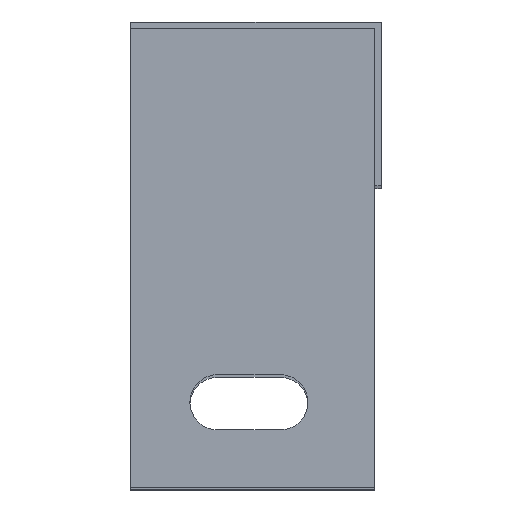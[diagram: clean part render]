
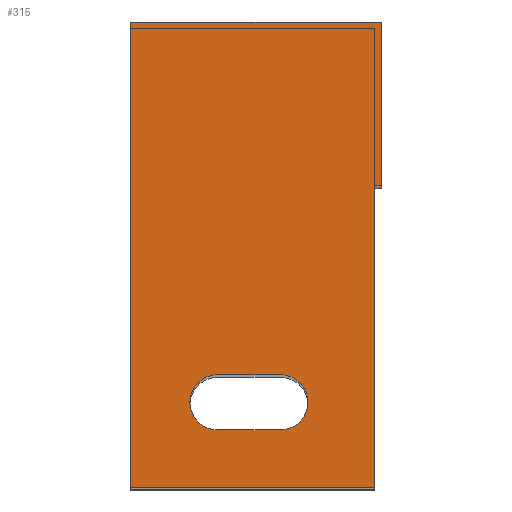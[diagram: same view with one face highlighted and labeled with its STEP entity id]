
A CAD part, top view. The second image highlights one B-rep face of the part: STEP entity #315.
In plain terms, the highlighted planar face has unit normal (0, 0, 1).
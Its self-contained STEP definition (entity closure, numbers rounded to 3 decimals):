
#3 = EDGE_CURVE ( 'NONE', #399, #653, #682, .T. ) ;
#20 = DIRECTION ( 'NONE',  ( 0., 0., 1. ) ) ;
#45 = EDGE_CURVE ( 'NONE', #740, #399, #201, .T. ) ;
#80 = DIRECTION ( 'NONE',  ( -1., 0., 0. ) ) ;
#85 = CIRCLE ( 'NONE', #714, 3.5 ) ;
#87 = ORIENTED_EDGE ( 'NONE', *, *, #103, .F. ) ;
#89 = ORIENTED_EDGE ( 'NONE', *, *, #226, .T. ) ;
#93 = DIRECTION ( 'NONE',  ( 0., 0., 1. ) ) ;
#103 = EDGE_CURVE ( 'NONE', #195, #223, #619, .T. ) ;
#118 = CARTESIAN_POINT ( 'NONE',  ( 1462.5, -1., 199.8 ) ) ;
#131 = EDGE_CURVE ( 'NONE', #223, #560, #300, .T. ) ;
#133 = ORIENTED_EDGE ( 'NONE', *, *, #631, .F. ) ;
#137 = FACE_BOUND ( 'NONE', #637, .T. ) ;
#140 = ORIENTED_EDGE ( 'NONE', *, *, #585, .F. ) ;
#142 = ORIENTED_EDGE ( 'NONE', *, *, #45, .F. ) ;
#155 = CARTESIAN_POINT ( 'NONE',  ( 1494.3, 0.8, 199.8 ) ) ;
#162 = LINE ( 'NONE', #561, #511 ) ;
#177 = VECTOR ( 'NONE', #239, 1000. ) ;
#195 = VERTEX_POINT ( 'NONE', #155 ) ;
#201 = LINE ( 'NONE', #543, #565 ) ;
#215 = ORIENTED_EDGE ( 'NONE', *, *, #724, .F. ) ;
#223 = VERTEX_POINT ( 'NONE', #224 ) ;
#224 = CARTESIAN_POINT ( 'NONE',  ( 1494.3, -20., 199.8 ) ) ;
#226 = EDGE_CURVE ( 'NONE', #740, #560, #162, .T. ) ;
#238 = VERTEX_POINT ( 'NONE', #339 ) ;
#239 = DIRECTION ( 'NONE',  ( 0., -1., 0. ) ) ;
#253 = AXIS2_PLACEMENT_3D ( 'NONE', #373, #20, #428 ) ;
#257 = VECTOR ( 'NONE', #80, 1000. ) ;
#283 = EDGE_LOOP ( 'NONE', ( #759, #142, #89, #717, #87, #686 ) ) ;
#285 = DIRECTION ( 'NONE',  ( 0., 1., 0. ) ) ;
#290 = CARTESIAN_POINT ( 'NONE',  ( 1462.5, -58.3, 199.8 ) ) ;
#292 = VECTOR ( 'NONE', #741, 1000. ) ;
#300 = LINE ( 'NONE', #591, #583 ) ;
#301 = DIRECTION ( 'NONE',  ( 0., 0., 1. ) ) ;
#304 = VERTEX_POINT ( 'NONE', #683 ) ;
#315 = ADVANCED_FACE ( 'NONE', ( #137, #634 ), #552, .T. ) ;
#316 = CARTESIAN_POINT ( 'NONE',  ( 1473.5, -44., 199.8 ) ) ;
#317 = ORIENTED_EDGE ( 'NONE', *, *, #709, .F. ) ;
#321 = DIRECTION ( 'NONE',  ( -1., 0., 0. ) ) ;
#333 = CARTESIAN_POINT ( 'NONE',  ( 1492.5, -1., 199.8 ) ) ;
#334 = EDGE_CURVE ( 'NONE', #195, #653, #452, .T. ) ;
#339 = CARTESIAN_POINT ( 'NONE',  ( 1473.5, -51., 199.8 ) ) ;
#352 = AXIS2_PLACEMENT_3D ( 'NONE', #333, #93, #492 ) ;
#373 = CARTESIAN_POINT ( 'NONE',  ( 1481.5, -47.5, 199.8 ) ) ;
#399 = VERTEX_POINT ( 'NONE', #290 ) ;
#411 = DIRECTION ( 'NONE',  ( 1., 0., 0. ) ) ;
#416 = CARTESIAN_POINT ( 'NONE',  ( 1481.5, -51., 199.8 ) ) ;
#418 = CIRCLE ( 'NONE', #253, 3.5 ) ;
#423 = CARTESIAN_POINT ( 'NONE',  ( 1481.5, -44., 199.8 ) ) ;
#428 = DIRECTION ( 'NONE',  ( 1., 0., 0. ) ) ;
#452 = LINE ( 'NONE', #703, #292 ) ;
#471 = CARTESIAN_POINT ( 'NONE',  ( 1462.5, 0.8, 199.8 ) ) ;
#492 = DIRECTION ( 'NONE',  ( 0., -1., 0. ) ) ;
#511 = VECTOR ( 'NONE', #285, 1000. ) ;
#523 = CARTESIAN_POINT ( 'NONE',  ( 1473.5, -51., 199.8 ) ) ;
#543 = CARTESIAN_POINT ( 'NONE',  ( 1492.5, -58.3, 199.8 ) ) ;
#552 = PLANE ( 'NONE',  #352 ) ;
#560 = VERTEX_POINT ( 'NONE', #763 ) ;
#561 = CARTESIAN_POINT ( 'NONE',  ( 1493.5, -58.3, 199.8 ) ) ;
#565 = VECTOR ( 'NONE', #321, 1000. ) ;
#567 = VECTOR ( 'NONE', #411, 1000. ) ;
#583 = VECTOR ( 'NONE', #694, 1000. ) ;
#585 = EDGE_CURVE ( 'NONE', #708, #238, #85, .T. ) ;
#591 = CARTESIAN_POINT ( 'NONE',  ( 1494.3, -20., 199.8 ) ) ;
#602 = DIRECTION ( 'NONE',  ( 0., 1., 0. ) ) ;
#619 = LINE ( 'NONE', #641, #177 ) ;
#631 = EDGE_CURVE ( 'NONE', #238, #664, #731, .T. ) ;
#634 = FACE_OUTER_BOUND ( 'NONE', #283, .T. ) ;
#637 = EDGE_LOOP ( 'NONE', ( #140, #317, #215, #133 ) ) ;
#639 = VECTOR ( 'NONE', #602, 1000. ) ;
#641 = CARTESIAN_POINT ( 'NONE',  ( 1494.3, -1.5, 199.8 ) ) ;
#650 = CARTESIAN_POINT ( 'NONE',  ( 1473.5, -47.5, 199.8 ) ) ;
#653 = VERTEX_POINT ( 'NONE', #471 ) ;
#664 = VERTEX_POINT ( 'NONE', #416 ) ;
#682 = LINE ( 'NONE', #118, #639 ) ;
#683 = CARTESIAN_POINT ( 'NONE',  ( 1481.5, -44., 199.8 ) ) ;
#686 = ORIENTED_EDGE ( 'NONE', *, *, #334, .T. ) ;
#694 = DIRECTION ( 'NONE',  ( -1., 0., 0. ) ) ;
#703 = CARTESIAN_POINT ( 'NONE',  ( 1493.5, 0.8, 199.8 ) ) ;
#707 = DIRECTION ( 'NONE',  ( 1., 0., 0. ) ) ;
#708 = VERTEX_POINT ( 'NONE', #316 ) ;
#709 = EDGE_CURVE ( 'NONE', #304, #708, #716, .T. ) ;
#714 = AXIS2_PLACEMENT_3D ( 'NONE', #650, #301, #707 ) ;
#716 = LINE ( 'NONE', #423, #257 ) ;
#717 = ORIENTED_EDGE ( 'NONE', *, *, #131, .F. ) ;
#724 = EDGE_CURVE ( 'NONE', #664, #304, #418, .T. ) ;
#730 = CARTESIAN_POINT ( 'NONE',  ( 1493.5, -58.3, 199.8 ) ) ;
#731 = LINE ( 'NONE', #523, #567 ) ;
#740 = VERTEX_POINT ( 'NONE', #730 ) ;
#741 = DIRECTION ( 'NONE',  ( -1., 0., 0. ) ) ;
#759 = ORIENTED_EDGE ( 'NONE', *, *, #3, .F. ) ;
#763 = CARTESIAN_POINT ( 'NONE',  ( 1493.5, -20., 199.8 ) ) ;
